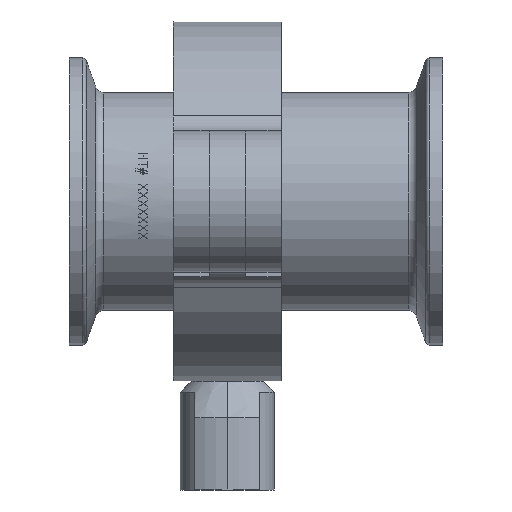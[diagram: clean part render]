
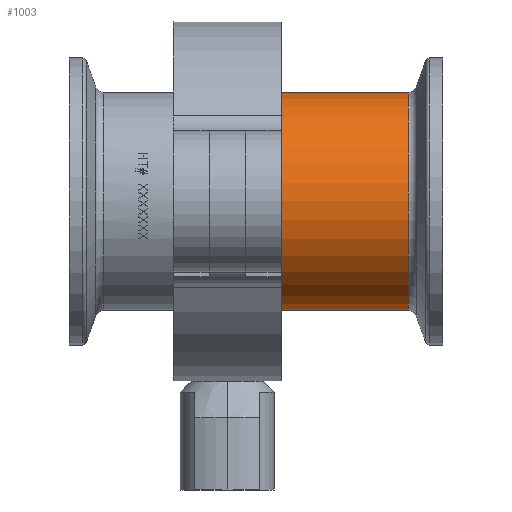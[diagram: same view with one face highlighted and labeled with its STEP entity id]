
A CAD part, left-side view. The second image highlights one B-rep face of the part: STEP entity #1003.
In plain terms, the highlighted cylindrical face has radius 19.152 mm (diameter 38.303 mm), a partial arc.
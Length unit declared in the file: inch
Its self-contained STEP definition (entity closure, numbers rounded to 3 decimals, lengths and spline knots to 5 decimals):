
#986 = CIRCLE ( 'NONE', #21721, 0.754 ) ;
#1003 = ADVANCED_FACE ( 'NONE', ( #11407 ), #4256, .T. ) ;
#1159 = DIRECTION ( 'NONE',  ( 0., 0., -1. ) ) ;
#1535 = VERTEX_POINT ( 'NONE', #14964 ) ;
#2529 = AXIS2_PLACEMENT_3D ( 'NONE', #3133, #5026, #1159 ) ;
#2783 = CARTESIAN_POINT ( 'NONE',  ( 0., 1.21636, 0.754 ) ) ;
#3133 = CARTESIAN_POINT ( 'NONE',  ( 0., 0., 0. ) ) ;
#3608 = DIRECTION ( 'NONE',  ( 0., 1., 0. ) ) ;
#4048 = CARTESIAN_POINT ( 'NONE',  ( 0., 0., 0.754 ) ) ;
#4256 = CYLINDRICAL_SURFACE ( 'NONE', #2529, 0.754 ) ;
#4700 = ORIENTED_EDGE ( 'NONE', *, *, #5501, .T. ) ;
#5026 = DIRECTION ( 'NONE',  ( 0., -1., 0. ) ) ;
#5501 = EDGE_CURVE ( 'NONE', #5615, #8262, #7834, .T. ) ;
#5615 = VERTEX_POINT ( 'NONE', #16184 ) ;
#6027 = CARTESIAN_POINT ( 'NONE',  ( 0., 1.21636, 0. ) ) ;
#6211 = LINE ( 'NONE', #4048, #8640 ) ;
#7834 = LINE ( 'NONE', #9943, #24074 ) ;
#7984 = DIRECTION ( 'NONE',  ( 0., -1., 0. ) ) ;
#8262 = VERTEX_POINT ( 'NONE', #24353 ) ;
#8275 = EDGE_LOOP ( 'NONE', ( #20312, #18047, #4700, #17290 ) ) ;
#8640 = VECTOR ( 'NONE', #7984, 39.37008 ) ;
#9427 = EDGE_CURVE ( 'NONE', #8262, #1535, #23801, .T. ) ;
#9943 = CARTESIAN_POINT ( 'NONE',  ( 0., 0., -0.754 ) ) ;
#10036 = DIRECTION ( 'NONE',  ( 0., -1., 0. ) ) ;
#10114 = DIRECTION ( 'NONE',  ( 0., 0., -1. ) ) ;
#10372 = EDGE_CURVE ( 'NONE', #22628, #1535, #6211, .T. ) ;
#11407 = FACE_OUTER_BOUND ( 'NONE', #8275, .T. ) ;
#13737 = CARTESIAN_POINT ( 'NONE',  ( 0., 0.24064, 0. ) ) ;
#14964 = CARTESIAN_POINT ( 'NONE',  ( 0., 0.24064, 0.754 ) ) ;
#15316 = EDGE_CURVE ( 'NONE', #22628, #5615, #986, .T. ) ;
#16184 = CARTESIAN_POINT ( 'NONE',  ( 0., 1.21636, -0.754 ) ) ;
#17290 = ORIENTED_EDGE ( 'NONE', *, *, #9427, .T. ) ;
#17638 = DIRECTION ( 'NONE',  ( 0., 0., -1. ) ) ;
#18047 = ORIENTED_EDGE ( 'NONE', *, *, #15316, .T. ) ;
#20312 = ORIENTED_EDGE ( 'NONE', *, *, #10372, .F. ) ;
#21721 = AXIS2_PLACEMENT_3D ( 'NONE', #6027, #10036, #10114 ) ;
#21760 = DIRECTION ( 'NONE',  ( 0., -1., 0. ) ) ;
#22628 = VERTEX_POINT ( 'NONE', #2783 ) ;
#22766 = AXIS2_PLACEMENT_3D ( 'NONE', #13737, #3608, #17638 ) ;
#23801 = CIRCLE ( 'NONE', #22766, 0.754 ) ;
#24074 = VECTOR ( 'NONE', #21760, 39.37008 ) ;
#24353 = CARTESIAN_POINT ( 'NONE',  ( 0., 0.24064, -0.754 ) ) ;
